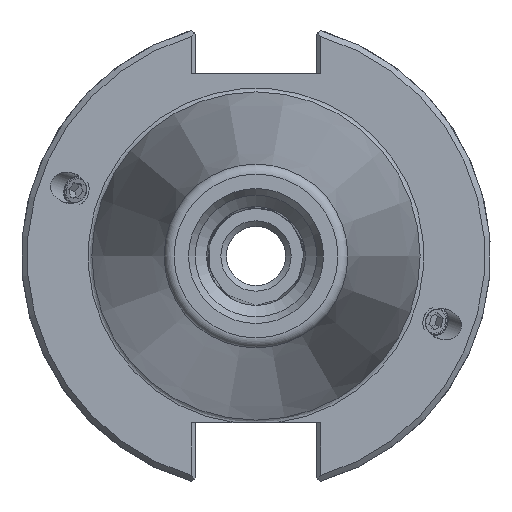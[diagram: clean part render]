
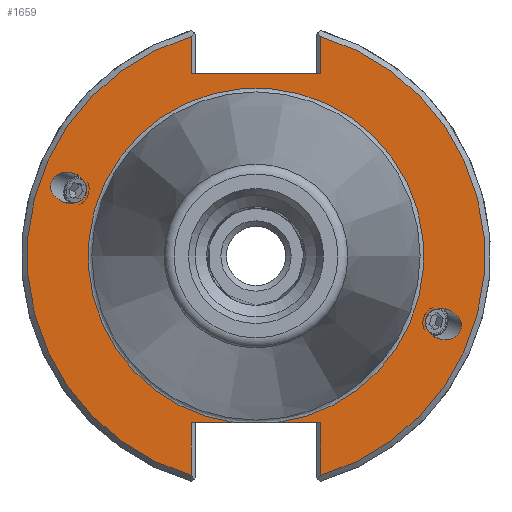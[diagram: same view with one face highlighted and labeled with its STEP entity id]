
A CAD part, left-side view. The second image highlights one B-rep face of the part: STEP entity #1659.
In plain terms, the highlighted planar face has unit normal (-1, 0, 0).
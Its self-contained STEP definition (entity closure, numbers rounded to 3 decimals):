
#348=CARTESIAN_POINT('',(3.175,-23.02,-8.379));
#349=VERTEX_POINT('',#348);
#350=CARTESIAN_POINT('',(3.175,-25.372,-9.235));
#351=DIRECTION('',(1.,0.0,0.0));
#352=DIRECTION('',(0.0,-0.94,-0.342));
#353=AXIS2_PLACEMENT_3D('',#350,#351,#352);
#354=ELLIPSE('',#353,2.503,2.05);
#355=EDGE_CURVE('',#349,#349,#354,.T.);
#572=CARTESIAN_POINT('',(3.175,23.02,8.379));
#573=VERTEX_POINT('',#572);
#574=CARTESIAN_POINT('',(3.175,25.372,9.235));
#575=DIRECTION('',(1.0,0.0,0.0));
#576=DIRECTION('',(0.0,0.94,0.342));
#577=AXIS2_PLACEMENT_3D('',#574,#575,#576);
#578=ELLIPSE('',#577,2.503,2.05);
#579=EDGE_CURVE('',#573,#573,#578,.T.);
#921=CARTESIAN_POINT('',(3.175,8.763,24.689));
#922=VERTEX_POINT('',#921);
#929=CARTESIAN_POINT('',(3.175,-8.763,24.689));
#930=VERTEX_POINT('',#929);
#931=CARTESIAN_POINT('',(3.175,8.763,24.689));
#932=DIRECTION('',(0.0,-1.0,0.0));
#933=VECTOR('',#932,17.526);
#934=LINE('',#931,#933);
#935=EDGE_CURVE('',#922,#930,#934,.T.);
#1529=CARTESIAN_POINT('',(3.175,-2.838,-22.555));
#1530=VERTEX_POINT('',#1529);
#1531=CARTESIAN_POINT('',(3.175,2.838,-22.555));
#1532=VERTEX_POINT('',#1531);
#1561=CARTESIAN_POINT('',(3.175,0.0,0.0));
#1562=DIRECTION('',(-1.0,0.0,0.0));
#1563=DIRECTION('',(0.0,-1.0,0.0));
#1564=AXIS2_PLACEMENT_3D('',#1561,#1562,#1563);
#1565=CIRCLE('',#1564,22.733);
#1566=EDGE_CURVE('',#1530,#1532,#1565,.T.);
#1582=CARTESIAN_POINT('',(3.175,26.987,0.0));
#1583=DIRECTION('',(-1.0,0.0,0.0));
#1584=DIRECTION('',(0.0,0.0,1.0));
#1585=AXIS2_PLACEMENT_3D('',#1582,#1583,#1584);
#1586=PLANE('',#1585);
#1587=ORIENTED_EDGE('',*,*,#1566,.F.);
#1588=CARTESIAN_POINT('',(3.175,-8.763,-22.555));
#1589=VERTEX_POINT('',#1588);
#1590=CARTESIAN_POINT('',(3.175,-8.763,-22.555));
#1591=DIRECTION('',(0.0,1.0,0.0));
#1592=VECTOR('',#1591,5.925);
#1593=LINE('',#1590,#1592);
#1594=EDGE_CURVE('',#1589,#1530,#1593,.T.);
#1595=ORIENTED_EDGE('',*,*,#1594,.F.);
#1596=CARTESIAN_POINT('',(3.175,-8.763,-29.723));
#1597=VERTEX_POINT('',#1596);
#1598=CARTESIAN_POINT('',(3.175,-8.763,-29.723));
#1599=DIRECTION('',(0.0,0.0,1.0));
#1600=VECTOR('',#1599,7.168);
#1601=LINE('',#1598,#1600);
#1602=EDGE_CURVE('',#1597,#1589,#1601,.T.);
#1603=ORIENTED_EDGE('',*,*,#1602,.F.);
#1604=CARTESIAN_POINT('',(3.175,-8.763,29.723));
#1605=VERTEX_POINT('',#1604);
#1606=CARTESIAN_POINT('',(3.175,0.0,0.0));
#1607=DIRECTION('',(1.0,0.0,0.0));
#1608=DIRECTION('',(0.0,-1.0,0.0));
#1609=AXIS2_PLACEMENT_3D('',#1606,#1607,#1608);
#1610=CIRCLE('',#1609,30.988);
#1611=EDGE_CURVE('',#1605,#1597,#1610,.T.);
#1612=ORIENTED_EDGE('',*,*,#1611,.F.);
#1613=CARTESIAN_POINT('',(3.175,-8.763,24.689));
#1614=DIRECTION('',(0.0,0.0,1.0));
#1615=VECTOR('',#1614,5.034);
#1616=LINE('',#1613,#1615);
#1617=EDGE_CURVE('',#930,#1605,#1616,.T.);
#1618=ORIENTED_EDGE('',*,*,#1617,.F.);
#1619=ORIENTED_EDGE('',*,*,#935,.F.);
#1620=CARTESIAN_POINT('',(3.175,8.763,29.723));
#1621=VERTEX_POINT('',#1620);
#1622=CARTESIAN_POINT('',(3.175,8.763,29.723));
#1623=DIRECTION('',(0.0,0.0,-1.0));
#1624=VECTOR('',#1623,5.034);
#1625=LINE('',#1622,#1624);
#1626=EDGE_CURVE('',#1621,#922,#1625,.T.);
#1627=ORIENTED_EDGE('',*,*,#1626,.F.);
#1628=CARTESIAN_POINT('',(3.175,8.763,-29.723));
#1629=VERTEX_POINT('',#1628);
#1630=CARTESIAN_POINT('',(3.175,0.0,0.0));
#1631=DIRECTION('',(1.0,0.0,0.0));
#1632=DIRECTION('',(0.0,1.0,0.0));
#1633=AXIS2_PLACEMENT_3D('',#1630,#1631,#1632);
#1634=CIRCLE('',#1633,30.988);
#1635=EDGE_CURVE('',#1629,#1621,#1634,.T.);
#1636=ORIENTED_EDGE('',*,*,#1635,.F.);
#1637=CARTESIAN_POINT('',(3.175,8.763,-22.555));
#1638=VERTEX_POINT('',#1637);
#1639=CARTESIAN_POINT('',(3.175,8.763,-22.555));
#1640=DIRECTION('',(0.0,0.0,-1.0));
#1641=VECTOR('',#1640,7.168);
#1642=LINE('',#1639,#1641);
#1643=EDGE_CURVE('',#1638,#1629,#1642,.T.);
#1644=ORIENTED_EDGE('',*,*,#1643,.F.);
#1645=CARTESIAN_POINT('',(3.175,2.838,-22.555));
#1646=DIRECTION('',(0.0,1.0,0.0));
#1647=VECTOR('',#1646,5.925);
#1648=LINE('',#1645,#1647);
#1649=EDGE_CURVE('',#1532,#1638,#1648,.T.);
#1650=ORIENTED_EDGE('',*,*,#1649,.F.);
#1651=EDGE_LOOP('',(#1587,#1595,#1603,#1612,#1618,#1619,#1627,#1636,#1644,#1650));
#1652=FACE_OUTER_BOUND('',#1651,.T.);
#1653=ORIENTED_EDGE('',*,*,#355,.T.);
#1654=EDGE_LOOP('',(#1653));
#1655=FACE_BOUND('',#1654,.T.);
#1656=ORIENTED_EDGE('',*,*,#579,.T.);
#1657=EDGE_LOOP('',(#1656));
#1658=FACE_BOUND('',#1657,.T.);
#1659=ADVANCED_FACE('',(#1652,#1655,#1658),#1586,.T.);
